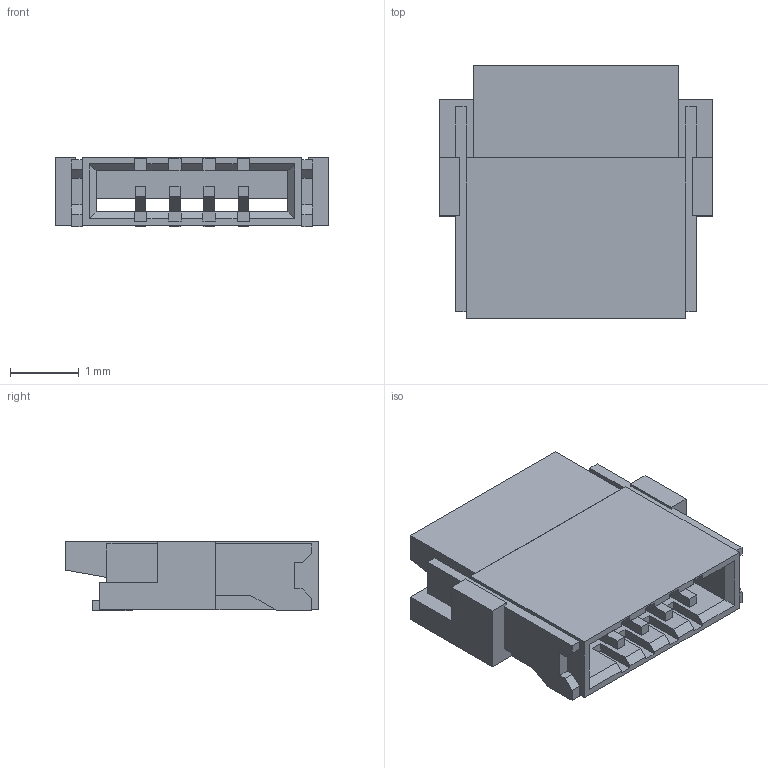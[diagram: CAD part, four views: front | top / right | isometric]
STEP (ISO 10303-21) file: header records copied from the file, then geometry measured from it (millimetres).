
FILE_DESCRIPTION (( 'STEP AP214' ), '1' );
FILE_NAME ('FPC-SMD_4P-P0.50_PANASONIC_AYF530435.STEP', '2022-03-25T02:31:21', ( '' ), ( '' ), 'SwSTEP 2.0', 'SolidWorks 2020', '' );
FILE_SCHEMA (( 'AUTOMOTIVE_DESIGN' ));
Length unit declared in the file: millimetre
Products named in the file (1): FPC-SMD_4P-P0.50_PANASONIC_AYF530435
Bounding box: 4 x 3.7 x 1.02 mm (x, y, z)
Volume: 8 mm3; surface area: 85.1 mm2
Topology: 8 solids, 8 shells, 209 faces, 557 edges, 370 vertices
Faces by surface type: plane 195, bspline 14
Entity records: 9459 total; most frequent: CARTESIAN_POINT 1935, ORIENTED_EDGE 1114, DIRECTION 921, EDGE_CURVE 557, VECTOR 529, LINE 529, VERTEX_POINT 370, UNCERTAINTY_MEASURE_WITH_UNIT 219
